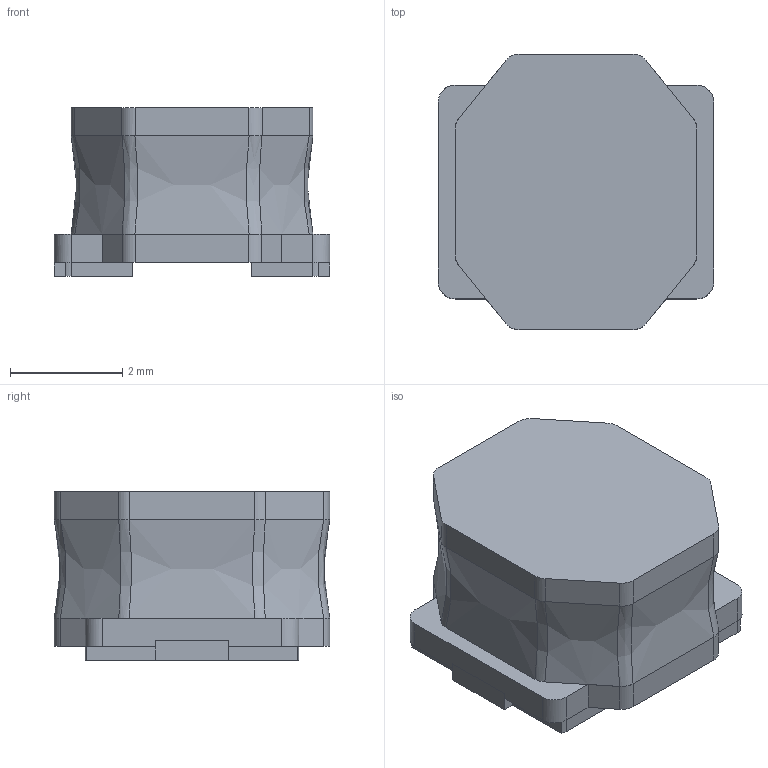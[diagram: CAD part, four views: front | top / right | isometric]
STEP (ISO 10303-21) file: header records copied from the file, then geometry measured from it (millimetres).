
FILE_DESCRIPTION (( 'STEP AP214' ), '1' );
FILE_NAME ('L_XND5050XK.STEP', '2022-03-30T06:30:42', ( '' ), ( '' ), 'SwSTEP 2.0', 'SolidWorks 2012', '' );
FILE_SCHEMA (( 'AUTOMOTIVE_DESIGN' ));
Length unit declared in the file: millimetre
Products named in the file (2): L_XND5050XK
Assembly tree (1 placements, depth 2):
  L_XND5050XK
    L_XND5050XK
Bounding box: 4.9 x 4.9 x 3 mm (x, y, z)
Volume: 53.2 mm3; surface area: 92.1 mm2
Topology: 1 solids, 1 shells, 88 faces, 238 edges, 152 vertices
Faces by surface type: plane 52, cylinder 20, bspline 16
Entity records: 4060 total; most frequent: CARTESIAN_POINT 1036, ORIENTED_EDGE 476, DIRECTION 360, EDGE_CURVE 238, VERTEX_POINT 152, LINE 152, VECTOR 152, AXIS2_PLACEMENT_3D 104
